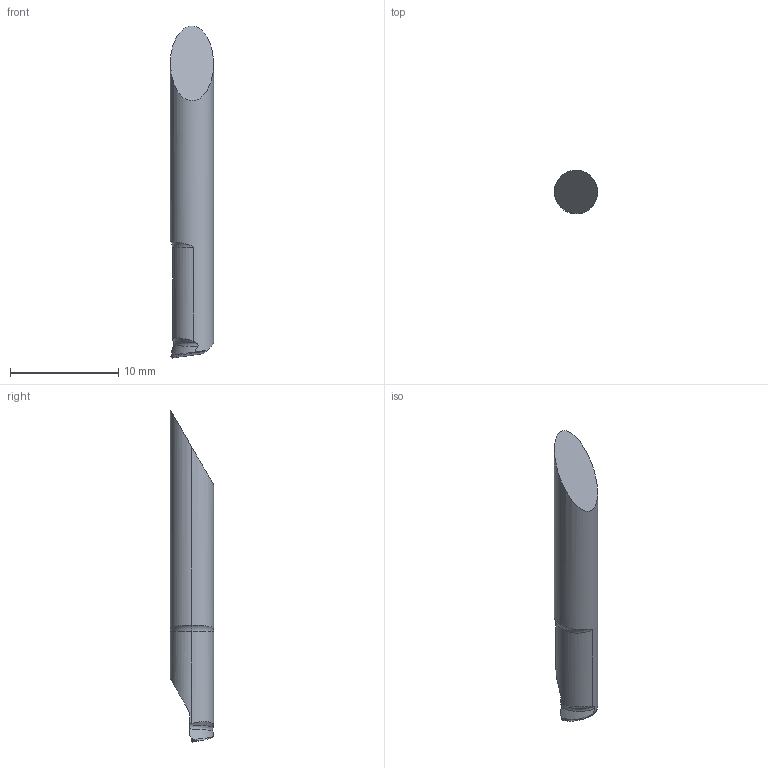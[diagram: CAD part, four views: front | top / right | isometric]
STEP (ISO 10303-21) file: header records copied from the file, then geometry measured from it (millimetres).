
FILE_DESCRIPTION(/* description */ (''),/* implementation_level */ '2;1');
FILE_NAME(/* name */ '1577775876689.stp',/* time_stamp */ '2019-12-31T12:34:50+05:00',/* author */ (''),/* organization */ ('SMS'),/* preprocessor_version */ 'ST-DEVELOPER v16.7',/* originating_system */ 'SIEMENS PLM Software NX 12.0',/* authorisation */ '');
FILE_SCHEMA (('AUTOMOTIVE_DESIGN { 1 0 10303 214 3 1 1 1 }'));
Length unit declared in the file: millimetre
Products named in the file (1): 202773197mod000_00
Bounding box: 4 x 4 x 30.71 mm (x, y, z)
Volume: 309.8 mm3; surface area: 369.1 mm2
Topology: 2 solids, 2 shells, 26 faces, 65 edges, 46 vertices
Faces by surface type: plane 10, cylinder 7, bspline 6, torus 2, cone 1
Entity records: 1073 total; most frequent: CARTESIAN_POINT 478, ORIENTED_EDGE 128, DIRECTION 85, EDGE_CURVE 64, VERTEX_POINT 42, AXIS2_PLACEMENT_3D 32, ADVANCED_FACE 26, FACE_OUTER_BOUND 26
